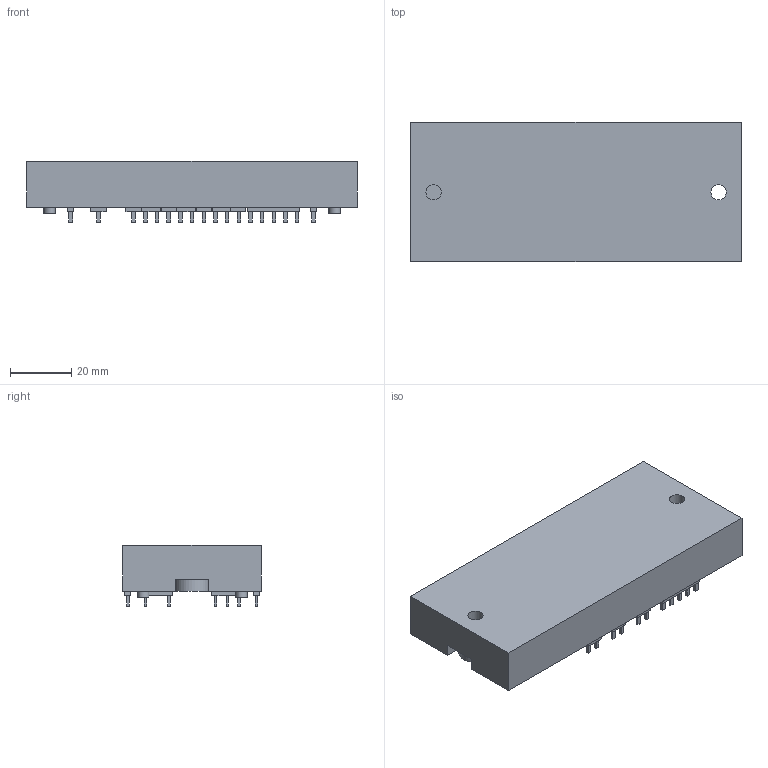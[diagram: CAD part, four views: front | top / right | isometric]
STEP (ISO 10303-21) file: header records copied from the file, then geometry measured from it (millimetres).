
FILE_DESCRIPTION(('FreeCAD Model'),'2;1');
FILE_NAME('Open CASCADE Shape Model','2021-04-04T23:15:56',( 'kicad StepUp'),('ksu MCAD'),'Open CASCADE STEP processor 7.5', 'FreeCAD','Unknown');
FILE_SCHEMA(('AUTOMOTIVE_DESIGN { 1 0 10303 214 1 1 1 1 }'));
Length unit declared in the file: millimetre
Products named in the file (1): Littelfuse_Package_H_XBN2MM
Bounding box: 107.86 x 45.36 x 20 mm (x, y, z)
Volume: 72637.5 mm3; surface area: 15855.9 mm2
Topology: 25 solids, 25 shells, 359 faces, 756 edges, 471 vertices
Faces by surface type: plane 339, cylinder 20
Full cylindrical faces by diameter (mm): 2.25 x4, 2.6 x1, 3.69 x4, 5 x2
Entity records: 11960 total; most frequent: CARTESIAN_POINT 1577, DIRECTION 1516, ORIENTED_EDGE 1500, EDGE_CURVE 750, LINE 702, VECTOR 702, VERTEX_POINT 468, AXIS2_PLACEMENT_3D 407
